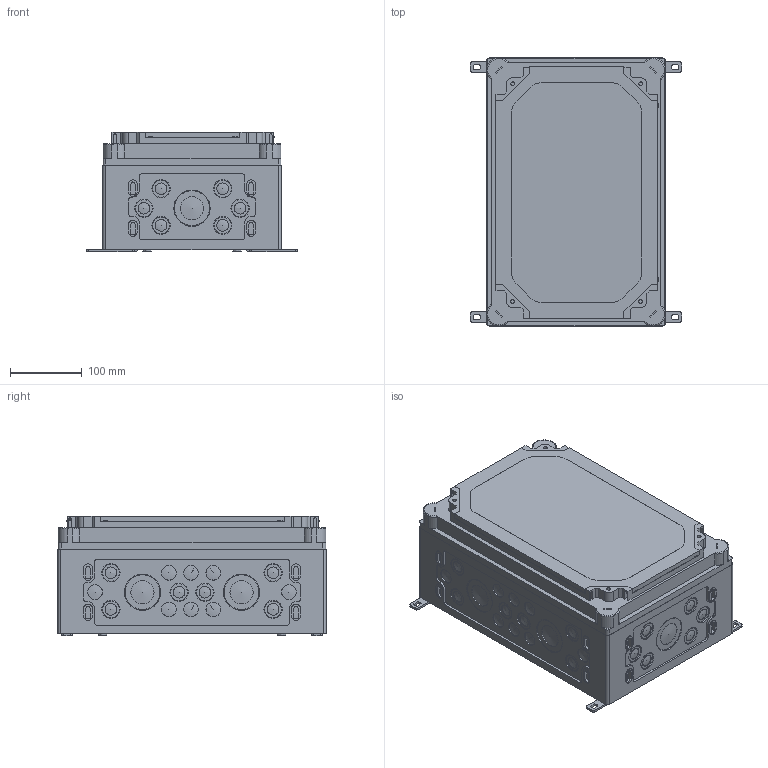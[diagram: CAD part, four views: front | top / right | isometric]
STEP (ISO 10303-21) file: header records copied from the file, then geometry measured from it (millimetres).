
FILE_DESCRIPTION( ( 'STEP AP214' ), '1' );
FILE_NAME( 'ae_i43e_t.stp', '2021-07-13T09:14:01', ( 'License CC BY-ND 4.0' ), ( 'CADENAS' ), ' ', 'PARTsolutions', ' ' );
FILE_SCHEMA( ( 'AUTOMOTIVE_DESIGN { 1 0 10303 214 1 1 1 1 }' ) );
Length unit declared in the file: millimetre
Products named in the file (6): 002612; _0064896_P; _036168_P1; _096206_P1; _000239_P1; _000239_P1_2
Assembly tree (8 placements, depth 2):
  002612
    _0064896_P
    _036168_P1  x4
    _096206_P1
    _000239_P1
    _000239_P1_2
Bounding box: 294.51 x 375 x 167.1 mm (x, y, z)
Volume: 2344838.1 mm3; surface area: 1214927.6 mm2
Topology: 8 solids, 8 shells, 3034 faces, 8023 edges, 5317 vertices
Faces by surface type: plane 2100, cylinder 754, cone 88, torus 38, sphere 34, bspline 20
Full cylindrical faces by diameter (mm): 3 x4, 3.85 x42, 4 x2, 4.8 x4, 5.2 x4, 6 x12, 6.8 x4, 6.89 x10, 8 x4, 8.094 x6, 9 x8, 9.5 x8, 11.2 x4, 12 x8, 14.5 x4, 32.3 x6
Entity records: 112506 total; most frequent: CARTESIAN_POINT 16383, DIRECTION 14924, ORIENTED_EDGE 14726, EDGE_CURVE 7363, LINE 5536, VECTOR 5536, VERTEX_POINT 5079, AXIS2_PLACEMENT_3D 4694
